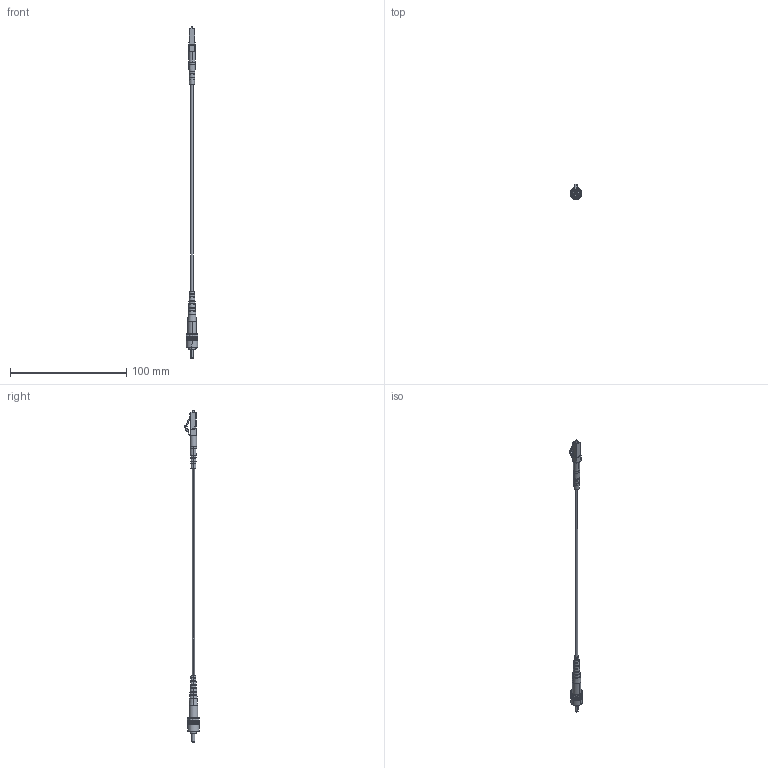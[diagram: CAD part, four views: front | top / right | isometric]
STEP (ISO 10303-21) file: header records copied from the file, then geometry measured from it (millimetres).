
FILE_DESCRIPTION (( 'STEP AP203' ), '1' );
FILE_NAME ('FCA-S2SR-LCASTU_3D.STEP', '2021-10-04T20:12:02', ( '' ), ( '' ), 'SwSTEP 2.0', 'SolidWorks 2021', '' );
FILE_SCHEMA (( 'CONFIG_CONTROL_DESIGN' ));
Length unit declared in the file: inch
Products named in the file (9): 1AF05-007-MA3^1AF05-007_FCA-S2SR-LCASTU; 1AF02-003^FCA-S2SR-LCASTU; 1AF05-007-MA1^1AF05-007_FCA-S2SR-LCASTU; 1AF02-003-MA1^1AF02-003_FCA-S2SR-LCASTU; 1AF02-003-MA2^1AF02-003_FCA-S2SR-LCASTU; Fiber Coax^FCA-S2SR-LCASTU; FCA-S2SR-LCASTU_3D; 1AF05-007-MA2^1AF05-007_FCA-S2SR-LCASTU; 1AF05-007^FCA-S2SR-LCASTU
Assembly tree (8 placements, depth 3):
  FCA-S2SR-LCASTU_3D
    Fiber Coax^FCA-S2SR-LCASTU
    1AF02-003^FCA-S2SR-LCASTU
      1AF02-003-MA1^1AF02-003_FCA-S2SR-LCASTU
      1AF02-003-MA2^1AF02-003_FCA-S2SR-LCASTU
    1AF05-007^FCA-S2SR-LCASTU
      1AF05-007-MA1^1AF05-007_FCA-S2SR-LCASTU
      1AF05-007-MA3^1AF05-007_FCA-S2SR-LCASTU
      1AF05-007-MA2^1AF05-007_FCA-S2SR-LCASTU
Bounding box: 10.3 x 12.63 x 286 mm (x, y, z)
Volume: 2837.1 mm3; surface area: 5563 mm2
Topology: 7 solids, 7 shells, 415 faces, 1139 edges, 712 vertices
Faces by surface type: plane 229, cylinder 125, sphere 22, torus 20, cone 18, bspline 1
Entity records: 14490 total; most frequent: CARTESIAN_POINT 2944, ORIENTED_EDGE 2234, DIRECTION 2229, EDGE_CURVE 1117, AXIS2_PLACEMENT_3D 807, VERTEX_POINT 712, LINE 615, VECTOR 615
